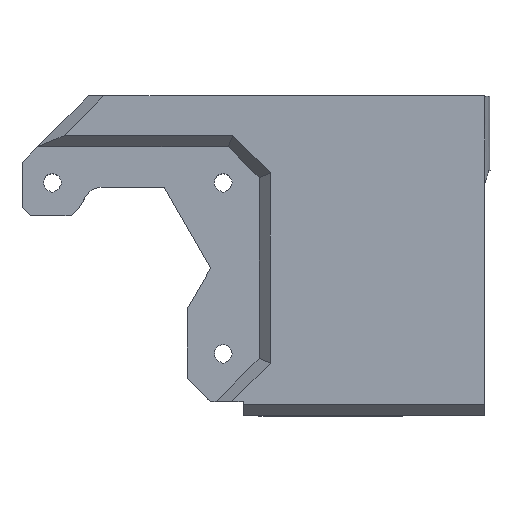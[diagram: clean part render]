
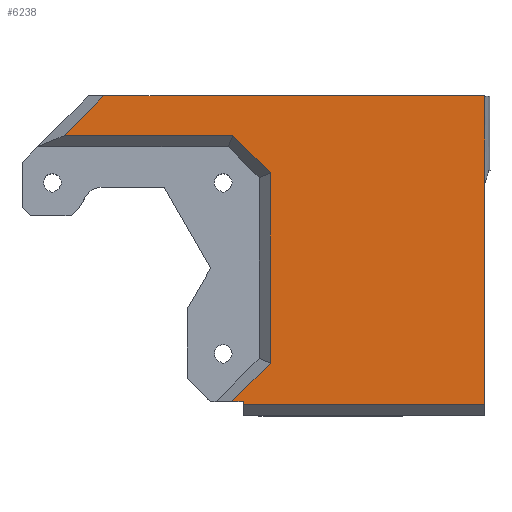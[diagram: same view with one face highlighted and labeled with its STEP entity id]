
A CAD part, top view. The second image highlights one B-rep face of the part: STEP entity #6238.
In plain terms, the highlighted planar face has unit normal (0, 0, 1).
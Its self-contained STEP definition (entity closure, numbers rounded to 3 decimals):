
#435=FACE_OUTER_BOUND('',#793,.T.);
#793=EDGE_LOOP('',(#4591,#4592,#4593,#4594,#4595,#4596,#4597,#4598,#4599,
#4600));
#1151=LINE('',#9024,#1854);
#1263=LINE('',#9449,#1966);
#1265=LINE('',#9453,#1968);
#1268=LINE('',#9459,#1971);
#1271=LINE('',#9465,#1974);
#1275=LINE('',#9473,#1978);
#1310=LINE('',#9552,#2013);
#1311=LINE('',#9553,#2014);
#1312=LINE('',#9554,#2015);
#1313=LINE('',#9555,#2016);
#1854=VECTOR('',#7219,10.);
#1966=VECTOR('',#7493,10.);
#1968=VECTOR('',#7497,10.);
#1971=VECTOR('',#7502,10.);
#1974=VECTOR('',#7507,10.);
#1978=VECTOR('',#7513,10.);
#2013=VECTOR('',#7562,10.);
#2014=VECTOR('',#7563,10.);
#2015=VECTOR('',#7564,10.);
#2016=VECTOR('',#7565,10.);
#2559=VERTEX_POINT('',#9020);
#2561=VERTEX_POINT('',#9023);
#2689=VERTEX_POINT('',#9446);
#2690=VERTEX_POINT('',#9448);
#2691=VERTEX_POINT('',#9452);
#2693=VERTEX_POINT('',#9458);
#2695=VERTEX_POINT('',#9464);
#2697=VERTEX_POINT('',#9470);
#2698=VERTEX_POINT('',#9472);
#2735=VERTEX_POINT('',#9551);
#3201=EDGE_CURVE('',#2561,#2559,#1151,.T.);
#3379=EDGE_CURVE('',#2690,#2689,#1263,.T.);
#3381=EDGE_CURVE('',#2691,#2690,#1265,.T.);
#3384=EDGE_CURVE('',#2693,#2691,#1268,.T.);
#3387=EDGE_CURVE('',#2695,#2693,#1271,.T.);
#3391=EDGE_CURVE('',#2698,#2697,#1275,.T.);
#3431=EDGE_CURVE('',#2697,#2735,#1310,.T.);
#3432=EDGE_CURVE('',#2561,#2735,#1311,.T.);
#3433=EDGE_CURVE('',#2559,#2695,#1312,.T.);
#3434=EDGE_CURVE('',#2689,#2698,#1313,.T.);
#4591=ORIENTED_EDGE('',*,*,#3431,.T.);
#4592=ORIENTED_EDGE('',*,*,#3432,.F.);
#4593=ORIENTED_EDGE('',*,*,#3201,.T.);
#4594=ORIENTED_EDGE('',*,*,#3433,.T.);
#4595=ORIENTED_EDGE('',*,*,#3387,.T.);
#4596=ORIENTED_EDGE('',*,*,#3384,.T.);
#4597=ORIENTED_EDGE('',*,*,#3381,.T.);
#4598=ORIENTED_EDGE('',*,*,#3379,.T.);
#4599=ORIENTED_EDGE('',*,*,#3434,.T.);
#4600=ORIENTED_EDGE('',*,*,#3391,.T.);
#5935=PLANE('',#6657);
#6238=ADVANCED_FACE('',(#435),#5935,.F.);
#6657=AXIS2_PLACEMENT_3D('',#9550,#7560,#7561);
#7219=DIRECTION('',(-1.,0.,0.));
#7493=DIRECTION('',(-0.707,-0.707,0.));
#7497=DIRECTION('',(0.,-1.,0.));
#7502=DIRECTION('',(0.707,-0.707,0.));
#7507=DIRECTION('',(1.,0.,0.));
#7513=DIRECTION('',(0.,-1.,0.));
#7560=DIRECTION('center_axis',(0.,0.,
-1.));
#7561=DIRECTION('ref_axis',(1.,0.,0.));
#7562=DIRECTION('',(1.,0.,0.));
#7563=DIRECTION('',(0.,-1.,0.));
#7564=DIRECTION('',(-0.707,-0.707,0.));
#7565=DIRECTION('',(1.,0.,0.));
#9020=CARTESIAN_POINT('',(12.073,226.91,366.29));
#9023=CARTESIAN_POINT('',(81.135,226.91,366.29));
#9024=CARTESIAN_POINT('',(38.185,226.91,366.29));
#9446=CARTESIAN_POINT('',(35.279,171.51,366.29));
#9448=CARTESIAN_POINT('',(42.216,178.447,366.29));
#9449=CARTESIAN_POINT('',(35.279,171.51,366.29));
#9452=CARTESIAN_POINT('',(42.216,212.933,366.29));
#9453=CARTESIAN_POINT('',(42.216,212.933,366.29));
#9458=CARTESIAN_POINT('',(35.459,219.69,366.29));
#9459=CARTESIAN_POINT('',(35.459,219.69,366.29));
#9464=CARTESIAN_POINT('',(4.853,219.69,366.29));
#9465=CARTESIAN_POINT('',(61.49,219.69,366.29));
#9470=CARTESIAN_POINT('',(37.32,170.91,366.29));
#9472=CARTESIAN_POINT('',(37.32,171.51,366.29));
#9473=CARTESIAN_POINT('',(37.32,171.51,366.29));
#9550=CARTESIAN_POINT('Origin',(37.426,222.59,366.29));
#9551=CARTESIAN_POINT('',(81.135,170.91,366.29));
#9552=CARTESIAN_POINT('',(51.667,170.91,366.29));
#9553=CARTESIAN_POINT('',(81.135,226.91,366.29));
#9554=CARTESIAN_POINT('',(14.464,229.301,366.29));
#9555=CARTESIAN_POINT('',(31.396,171.51,366.29));
